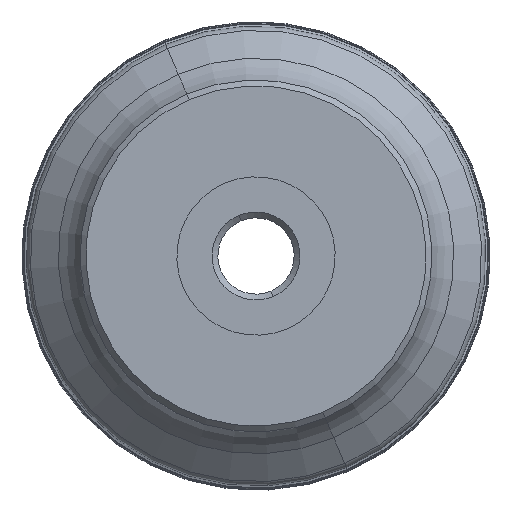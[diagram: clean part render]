
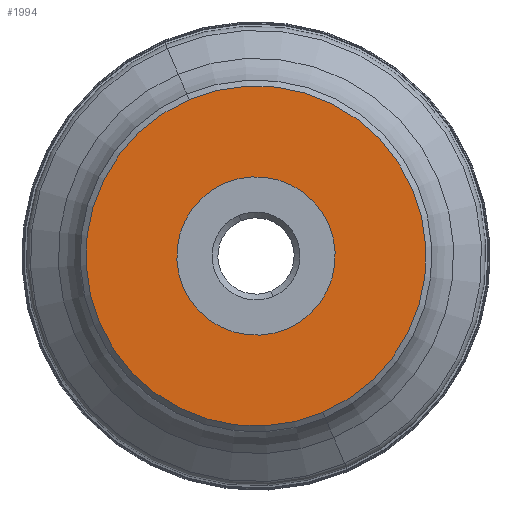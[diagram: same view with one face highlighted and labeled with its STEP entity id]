
A CAD part, left-side view. The second image highlights one B-rep face of the part: STEP entity #1994.
In plain terms, the highlighted planar face has unit normal (-1, 0, 0).
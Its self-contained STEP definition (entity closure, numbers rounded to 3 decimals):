
#1436=CARTESIAN_POINT('Vertex',(0.,5.307,12.413)) ;
#1439=CARTESIAN_POINT('Axis2P3D Location',(0.,0.,0.)) ;
#1443=CARTESIAN_POINT('Vertex',(0.,-5.307,-12.413)) ;
#1465=CARTESIAN_POINT('Axis2P3D Location',(0.,0.,0.)) ;
#1491=CARTESIAN_POINT('Vertex',(0.,11.4,26.665)) ;
#1507=CARTESIAN_POINT('Vertex',(0.,-11.4,-26.665)) ;
#1510=CARTESIAN_POINT('Axis2P3D Location',(0.,0.,0.)) ;
#1527=CARTESIAN_POINT('Axis2P3D Location',(0.,0.,0.)) ;
#1981=CARTESIAN_POINT('Axis2P3D Location',(0.,-5.307,-12.413)) ;
#1440=DIRECTION('Axis2P3D Direction',(1.,0.,0.)) ;
#1466=DIRECTION('Axis2P3D Direction',(1.,0.,0.)) ;
#1511=DIRECTION('Axis2P3D Direction',(1.,0.,0.)) ;
#1528=DIRECTION('Axis2P3D Direction',(1.,0.,0.)) ;
#1982=DIRECTION('Axis2P3D Direction',(1.,0.,0.)) ;
#1983=DIRECTION('Axis2P3D XDirection',(0.,1.,0.)) ;
#1441=AXIS2_PLACEMENT_3D('Circle Axis2P3D',#1439,#1440,$) ;
#1467=AXIS2_PLACEMENT_3D('Circle Axis2P3D',#1465,#1466,$) ;
#1512=AXIS2_PLACEMENT_3D('Circle Axis2P3D',#1510,#1511,$) ;
#1529=AXIS2_PLACEMENT_3D('Circle Axis2P3D',#1527,#1528,$) ;
#1984=AXIS2_PLACEMENT_3D('Plane Axis2P3D',#1981,#1982,#1983) ;
#1987=ORIENTED_EDGE('',*,*,#1514,.F.) ;
#1988=ORIENTED_EDGE('',*,*,#1531,.F.) ;
#1991=ORIENTED_EDGE('',*,*,#1469,.T.) ;
#1992=ORIENTED_EDGE('',*,*,#1445,.T.) ;
#1993=FACE_BOUND('',#1990,.T.) ;
#1994=ADVANCED_FACE('Hauptk\X2\00F6\X0\rper',(#1989,#1993),#1985,.F.) ;
#1442=CIRCLE('generated circle',#1441,13.5) ;
#1468=CIRCLE('generated circle',#1467,13.5) ;
#1513=CIRCLE('generated circle',#1512,29.) ;
#1530=CIRCLE('generated circle',#1529,29.) ;
#1445=EDGE_CURVE('',#1444,#1437,#1442,.T.) ;
#1469=EDGE_CURVE('',#1437,#1444,#1468,.T.) ;
#1514=EDGE_CURVE('',#1508,#1492,#1513,.T.) ;
#1531=EDGE_CURVE('',#1492,#1508,#1530,.T.) ;
#1986=EDGE_LOOP('',(#1987,#1988)) ;
#1990=EDGE_LOOP('',(#1991,#1992)) ;
#1989=FACE_OUTER_BOUND('',#1986,.T.) ;
#1985=PLANE('',#1984) ;
#1437=VERTEX_POINT('',#1436) ;
#1444=VERTEX_POINT('',#1443) ;
#1492=VERTEX_POINT('',#1491) ;
#1508=VERTEX_POINT('',#1507) ;
